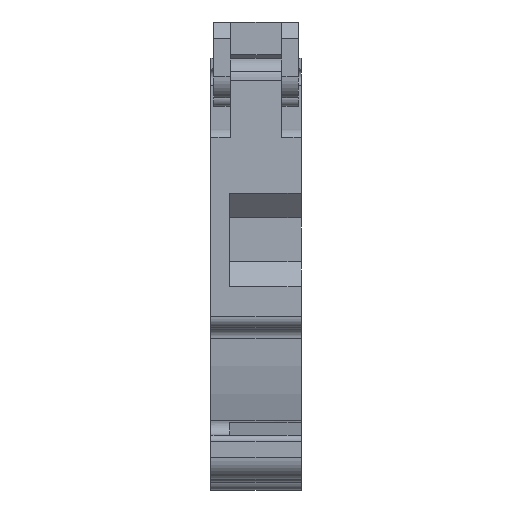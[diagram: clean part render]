
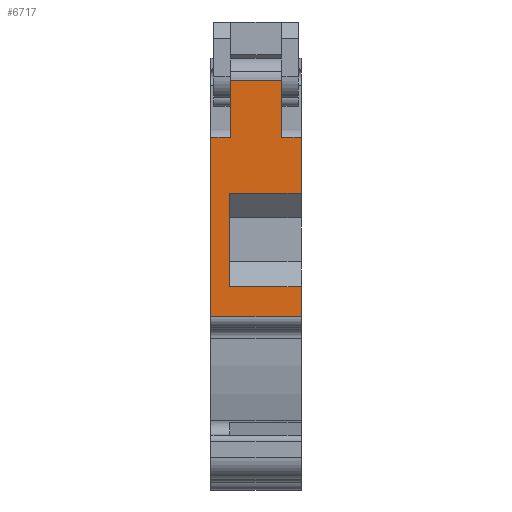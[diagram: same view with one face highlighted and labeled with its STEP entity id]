
A CAD part, front view. The second image highlights one B-rep face of the part: STEP entity #6717.
In plain terms, the highlighted planar face has unit normal (0, -1, 0).
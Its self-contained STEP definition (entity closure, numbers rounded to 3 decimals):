
#6672=AXIS2_PLACEMENT_3D('Plane Axis2P3D',#6669,#6670,#6671) ;
#3155=CARTESIAN_POINT('Vertex',(8.2,0.,32.067)) ;
#3158=CARTESIAN_POINT('Line Origine',(8.2,0.,29.534)) ;
#3162=CARTESIAN_POINT('Vertex',(8.2,0.,27.)) ;
#3211=CARTESIAN_POINT('Vertex',(8.2,0.,18.5)) ;
#3214=CARTESIAN_POINT('Line Origine',(8.2,0.,17.125)) ;
#3218=CARTESIAN_POINT('Vertex',(8.2,0.,15.75)) ;
#3483=CARTESIAN_POINT('Line Origine',(0.,0.,23.909)) ;
#3487=CARTESIAN_POINT('Vertex',(0.,0.,32.067)) ;
#3489=CARTESIAN_POINT('Vertex',(0.,0.,15.75)) ;
#4296=CARTESIAN_POINT('Vertex',(1.75,0.,32.067)) ;
#4299=CARTESIAN_POINT('Line Origine',(1.75,0.,34.659)) ;
#4303=CARTESIAN_POINT('Vertex',(1.75,0.,37.25)) ;
#4366=CARTESIAN_POINT('Line Origine',(8.2,0.,37.25)) ;
#4370=CARTESIAN_POINT('Vertex',(6.45,0.,37.25)) ;
#4397=CARTESIAN_POINT('Line Origine',(6.45,0.,34.659)) ;
#4401=CARTESIAN_POINT('Vertex',(6.45,0.,32.067)) ;
#6657=CARTESIAN_POINT('Line Origine',(6.45,0.,32.067)) ;
#6669=CARTESIAN_POINT('Axis2P3D Location',(8.2,0.,37.25)) ;
#6674=CARTESIAN_POINT('Line Origine',(1.7,0.,22.75)) ;
#6678=CARTESIAN_POINT('Vertex',(1.7,0.,18.5)) ;
#6680=CARTESIAN_POINT('Vertex',(1.7,0.,27.)) ;
#6683=CARTESIAN_POINT('Line Origine',(4.95,0.,27.)) ;
#6688=CARTESIAN_POINT('Line Origine',(0.875,0.,32.067)) ;
#6693=CARTESIAN_POINT('Line Origine',(4.1,0.,15.75)) ;
#6698=CARTESIAN_POINT('Line Origine',(4.95,0.,18.5)) ;
#3159=DIRECTION('Vector Direction',(0.,0.,-1.)) ;
#3215=DIRECTION('Vector Direction',(0.,0.,-1.)) ;
#3484=DIRECTION('Vector Direction',(0.,0.,-1.)) ;
#4300=DIRECTION('Vector Direction',(0.,0.,-1.)) ;
#4367=DIRECTION('Vector Direction',(1.,0.,0.)) ;
#4398=DIRECTION('Vector Direction',(0.,0.,-1.)) ;
#6658=DIRECTION('Vector Direction',(-1.,0.,0.)) ;
#6670=DIRECTION('Axis2P3D Direction',(-0.,1.,0.)) ;
#6671=DIRECTION('Axis2P3D XDirection',(0.,-0.,1.)) ;
#6675=DIRECTION('Vector Direction',(0.,0.,1.)) ;
#6684=DIRECTION('Vector Direction',(1.,0.,0.)) ;
#6689=DIRECTION('Vector Direction',(-1.,0.,0.)) ;
#6694=DIRECTION('Vector Direction',(-1.,0.,0.)) ;
#6699=DIRECTION('Vector Direction',(-1.,0.,0.)) ;
#3160=VECTOR('Line Direction',#3159,1.) ;
#3216=VECTOR('Line Direction',#3215,1.) ;
#3485=VECTOR('Line Direction',#3484,1.) ;
#4301=VECTOR('Line Direction',#4300,1.) ;
#4368=VECTOR('Line Direction',#4367,1.) ;
#4399=VECTOR('Line Direction',#4398,1.) ;
#6659=VECTOR('Line Direction',#6658,1.) ;
#6676=VECTOR('Line Direction',#6675,1.) ;
#6685=VECTOR('Line Direction',#6684,1.) ;
#6690=VECTOR('Line Direction',#6689,1.) ;
#6695=VECTOR('Line Direction',#6694,1.) ;
#6700=VECTOR('Line Direction',#6699,1.) ;
#6704=ORIENTED_EDGE('',*,*,#6682,.T.) ;
#6705=ORIENTED_EDGE('',*,*,#6687,.T.) ;
#6706=ORIENTED_EDGE('',*,*,#3164,.F.) ;
#6707=ORIENTED_EDGE('',*,*,#6661,.F.) ;
#6708=ORIENTED_EDGE('',*,*,#4403,.F.) ;
#6709=ORIENTED_EDGE('',*,*,#4372,.T.) ;
#6710=ORIENTED_EDGE('',*,*,#4305,.T.) ;
#6711=ORIENTED_EDGE('',*,*,#6692,.T.) ;
#6712=ORIENTED_EDGE('',*,*,#3491,.T.) ;
#6713=ORIENTED_EDGE('',*,*,#6697,.F.) ;
#6714=ORIENTED_EDGE('',*,*,#3220,.F.) ;
#6715=ORIENTED_EDGE('',*,*,#6702,.T.) ;
#6717=ADVANCED_FACE('V1',(#6716),#6673,.F.) ;
#3164=EDGE_CURVE('',#3156,#3163,#3161,.T.) ;
#3220=EDGE_CURVE('',#3212,#3219,#3217,.T.) ;
#3491=EDGE_CURVE('',#3488,#3490,#3486,.T.) ;
#4305=EDGE_CURVE('',#4304,#4297,#4302,.T.) ;
#4372=EDGE_CURVE('',#4371,#4304,#4369,.F.) ;
#4403=EDGE_CURVE('',#4371,#4402,#4400,.T.) ;
#6661=EDGE_CURVE('',#4402,#3156,#6660,.F.) ;
#6682=EDGE_CURVE('',#6679,#6681,#6677,.T.) ;
#6687=EDGE_CURVE('',#6681,#3163,#6686,.T.) ;
#6692=EDGE_CURVE('',#4297,#3488,#6691,.T.) ;
#6697=EDGE_CURVE('',#3219,#3490,#6696,.T.) ;
#6702=EDGE_CURVE('',#3212,#6679,#6701,.T.) ;
#6703=EDGE_LOOP('',(#6704,#6705,#6706,#6707,#6708,#6709,#6710,#6711,#6712,#6713,#6714,#6715)) ;
#6716=FACE_OUTER_BOUND('',#6703,.T.) ;
#3161=LINE('Line',#3158,#3160) ;
#3217=LINE('Line',#3214,#3216) ;
#3486=LINE('Line',#3483,#3485) ;
#4302=LINE('Line',#4299,#4301) ;
#4369=LINE('Line',#4366,#4368) ;
#4400=LINE('Line',#4397,#4399) ;
#6660=LINE('Line',#6657,#6659) ;
#6677=LINE('Line',#6674,#6676) ;
#6686=LINE('Line',#6683,#6685) ;
#6691=LINE('Line',#6688,#6690) ;
#6696=LINE('Line',#6693,#6695) ;
#6701=LINE('Line',#6698,#6700) ;
#6673=PLANE('',#6672) ;
#3156=VERTEX_POINT('',#3155) ;
#3163=VERTEX_POINT('',#3162) ;
#3212=VERTEX_POINT('',#3211) ;
#3219=VERTEX_POINT('',#3218) ;
#3488=VERTEX_POINT('',#3487) ;
#3490=VERTEX_POINT('',#3489) ;
#4297=VERTEX_POINT('',#4296) ;
#4304=VERTEX_POINT('',#4303) ;
#4371=VERTEX_POINT('',#4370) ;
#4402=VERTEX_POINT('',#4401) ;
#6679=VERTEX_POINT('',#6678) ;
#6681=VERTEX_POINT('',#6680) ;
